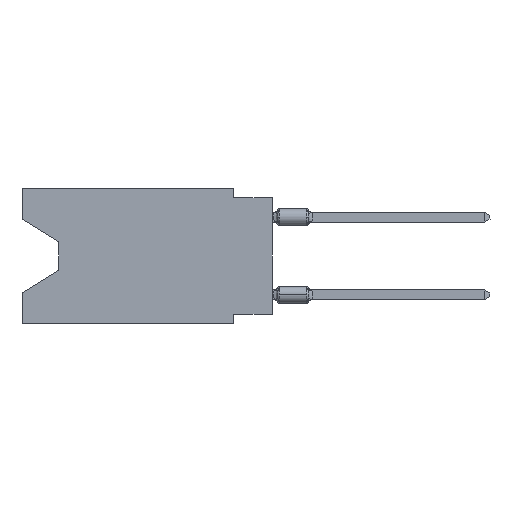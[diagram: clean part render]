
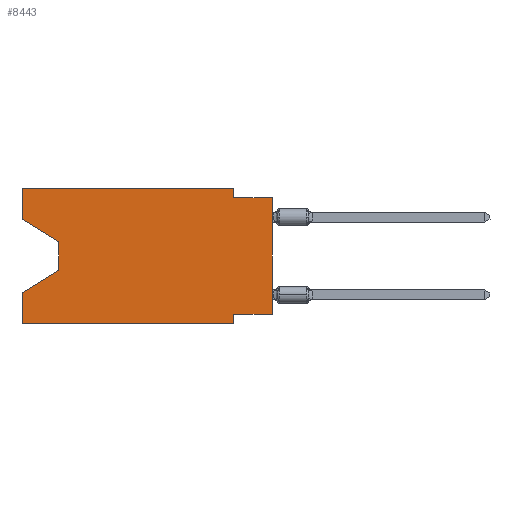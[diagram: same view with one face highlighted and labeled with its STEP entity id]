
A CAD part, left-side view. The second image highlights one B-rep face of the part: STEP entity #8443.
In plain terms, the highlighted planar face has unit normal (-1, 0, 0).
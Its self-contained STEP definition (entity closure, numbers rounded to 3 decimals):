
#1167 = FACE_OUTER_BOUND ( 'NONE', #15905, .T. ) ;
#1335 = LINE ( 'NONE', #18323, #4310 ) ;
#2348 = VERTEX_POINT ( 'NONE', #19312 ) ;
#2421 = DIRECTION ( 'NONE',  ( 0., 1., 0. ) ) ;
#2666 = CARTESIAN_POINT ( 'NONE',  ( 0., 0., -8.255 ) ) ;
#3249 = CARTESIAN_POINT ( 'NONE',  ( 0., 2.54, 0. ) ) ;
#3488 = DIRECTION ( 'NONE',  ( 0., -1., 0. ) ) ;
#3983 = VERTEX_POINT ( 'NONE', #4327 ) ;
#3991 = EDGE_CURVE ( 'NONE', #12148, #22701, #7787, .T. ) ;
#4310 = VECTOR ( 'NONE', #23751, 1000. ) ;
#4327 = CARTESIAN_POINT ( 'NONE',  ( 0., 0., -8.255 ) ) ;
#4368 = VERTEX_POINT ( 'NONE', #6132 ) ;
#4506 = ORIENTED_EDGE ( 'NONE', *, *, #19658, .F. ) ;
#4898 = VERTEX_POINT ( 'NONE', #6359 ) ;
#4989 = DIRECTION ( 'NONE',  ( 0., 0., -1. ) ) ;
#5087 = LINE ( 'NONE', #8787, #16333 ) ;
#5700 = DIRECTION ( 'NONE',  ( 0., -1., 0. ) ) ;
#6132 = CARTESIAN_POINT ( 'NONE',  ( 0., 13.97, -5.385 ) ) ;
#6205 = CARTESIAN_POINT ( 'NONE',  ( 0., 0., 0. ) ) ;
#6341 = ORIENTED_EDGE ( 'NONE', *, *, #10758, .F. ) ;
#6359 = CARTESIAN_POINT ( 'NONE',  ( 0., 13.97, -3.505 ) ) ;
#6391 = ORIENTED_EDGE ( 'NONE', *, *, #15403, .T. ) ;
#6597 = LINE ( 'NONE', #2666, #22984 ) ;
#6722 = PLANE ( 'NONE',  #20770 ) ;
#6909 = ORIENTED_EDGE ( 'NONE', *, *, #9895, .T. ) ;
#7086 = CARTESIAN_POINT ( 'NONE',  ( 0., 2.54, 0. ) ) ;
#7276 = ORIENTED_EDGE ( 'NONE', *, *, #14184, .F. ) ;
#7330 = VECTOR ( 'NONE', #22789, 1000. ) ;
#7424 = VERTEX_POINT ( 'NONE', #11612 ) ;
#7787 = LINE ( 'NONE', #20684, #7330 ) ;
#7957 = LINE ( 'NONE', #6205, #18920 ) ;
#8070 = DIRECTION ( 'NONE',  ( 0., 0., 1. ) ) ;
#8315 = LINE ( 'NONE', #19368, #16962 ) ;
#8443 = ADVANCED_FACE ( 'NONE', ( #1167 ), #6722, .F. ) ;
#8610 = CARTESIAN_POINT ( 'NONE',  ( 0., 2.54, -0.635 ) ) ;
#8688 = CARTESIAN_POINT ( 'NONE',  ( 0., 16.383, 0. ) ) ;
#8702 = VERTEX_POINT ( 'NONE', #10256 ) ;
#8787 = CARTESIAN_POINT ( 'NONE',  ( 0., 0., -0.635 ) ) ;
#9296 = EDGE_CURVE ( 'NONE', #12324, #7424, #1335, .T. ) ;
#9697 = VECTOR ( 'NONE', #19295, 1000. ) ;
#9703 = DIRECTION ( 'NONE',  ( 0., 0.855, -0.519 ) ) ;
#9867 = VECTOR ( 'NONE', #22200, 1000. ) ;
#9895 = EDGE_CURVE ( 'NONE', #8702, #22701, #11753, .T. ) ;
#9906 = ORIENTED_EDGE ( 'NONE', *, *, #23028, .T. ) ;
#10024 = DIRECTION ( 'NONE',  ( 0., 0., -1. ) ) ;
#10037 = DIRECTION ( 'NONE',  ( 0., 0., -1. ) ) ;
#10256 = CARTESIAN_POINT ( 'NONE',  ( 0., 16.383, -8.89 ) ) ;
#10317 = LINE ( 'NONE', #13997, #9697 ) ;
#10758 = EDGE_CURVE ( 'NONE', #3983, #12148, #6597, .T. ) ;
#10862 = VECTOR ( 'NONE', #4989, 1000. ) ;
#11024 = LINE ( 'NONE', #16774, #9867 ) ;
#11612 = CARTESIAN_POINT ( 'NONE',  ( 0., 16.383, 0. ) ) ;
#11753 = LINE ( 'NONE', #19241, #15513 ) ;
#11925 = LINE ( 'NONE', #13632, #12875 ) ;
#11935 = ORIENTED_EDGE ( 'NONE', *, *, #9296, .F. ) ;
#12011 = EDGE_CURVE ( 'NONE', #12469, #24044, #20361, .T. ) ;
#12148 = VERTEX_POINT ( 'NONE', #17026 ) ;
#12324 = VERTEX_POINT ( 'NONE', #23431 ) ;
#12408 = EDGE_CURVE ( 'NONE', #24044, #2348, #5087, .T. ) ;
#12469 = VERTEX_POINT ( 'NONE', #3249 ) ;
#12875 = VECTOR ( 'NONE', #9703, 1000. ) ;
#13264 = CARTESIAN_POINT ( 'NONE',  ( 0., 16.383, -2.038 ) ) ;
#13632 = CARTESIAN_POINT ( 'NONE',  ( 0., 13.97, -5.385 ) ) ;
#13997 = CARTESIAN_POINT ( 'NONE',  ( 0., 16.383, 0. ) ) ;
#14184 = EDGE_CURVE ( 'NONE', #7424, #12469, #10317, .T. ) ;
#15255 = EDGE_CURVE ( 'NONE', #12324, #4898, #20526, .T. ) ;
#15403 = EDGE_CURVE ( 'NONE', #4368, #17156, #11925, .T. ) ;
#15484 = CARTESIAN_POINT ( 'NONE',  ( 0., 2.54, -8.89 ) ) ;
#15513 = VECTOR ( 'NONE', #5700, 1000. ) ;
#15905 = EDGE_LOOP ( 'NONE', ( #19198, #19643, #6391, #4506, #6909, #18283, #6341, #9906, #18070, #17001, #7276, #11935 ) ) ;
#16333 = VECTOR ( 'NONE', #3488, 1000. ) ;
#16585 = DIRECTION ( 'NONE',  ( 0., -0.855, -0.519 ) ) ;
#16774 = CARTESIAN_POINT ( 'NONE',  ( 0., 16.383, 0. ) ) ;
#16962 = VECTOR ( 'NONE', #10024, 1000. ) ;
#17001 = ORIENTED_EDGE ( 'NONE', *, *, #12011, .F. ) ;
#17026 = CARTESIAN_POINT ( 'NONE',  ( 0., 2.54, -8.255 ) ) ;
#17156 = VERTEX_POINT ( 'NONE', #17902 ) ;
#17902 = CARTESIAN_POINT ( 'NONE',  ( 0., 16.383, -6.852 ) ) ;
#18070 = ORIENTED_EDGE ( 'NONE', *, *, #12408, .F. ) ;
#18283 = ORIENTED_EDGE ( 'NONE', *, *, #3991, .F. ) ;
#18323 = CARTESIAN_POINT ( 'NONE',  ( 0., 16.383, 0. ) ) ;
#18761 = VECTOR ( 'NONE', #16585, 1000. ) ;
#18920 = VECTOR ( 'NONE', #8070, 1000. ) ;
#19198 = ORIENTED_EDGE ( 'NONE', *, *, #15255, .T. ) ;
#19241 = CARTESIAN_POINT ( 'NONE',  ( 0., 16.383, -8.89 ) ) ;
#19295 = DIRECTION ( 'NONE',  ( 0., -1., 0. ) ) ;
#19312 = CARTESIAN_POINT ( 'NONE',  ( 0., 0., -0.635 ) ) ;
#19368 = CARTESIAN_POINT ( 'NONE',  ( 0., 13.97, -3.505 ) ) ;
#19643 = ORIENTED_EDGE ( 'NONE', *, *, #23120, .T. ) ;
#19658 = EDGE_CURVE ( 'NONE', #8702, #17156, #11024, .T. ) ;
#20361 = LINE ( 'NONE', #7086, #10862 ) ;
#20526 = LINE ( 'NONE', #13264, #18761 ) ;
#20684 = CARTESIAN_POINT ( 'NONE',  ( 0., 2.54, -8.89 ) ) ;
#20770 = AXIS2_PLACEMENT_3D ( 'NONE', #8688, #21467, #10037 ) ;
#21467 = DIRECTION ( 'NONE',  ( 1., 0., 0. ) ) ;
#22200 = DIRECTION ( 'NONE',  ( 0., 0., 1. ) ) ;
#22701 = VERTEX_POINT ( 'NONE', #15484 ) ;
#22789 = DIRECTION ( 'NONE',  ( 0., 0., -1. ) ) ;
#22984 = VECTOR ( 'NONE', #2421, 1000. ) ;
#23028 = EDGE_CURVE ( 'NONE', #3983, #2348, #7957, .T. ) ;
#23120 = EDGE_CURVE ( 'NONE', #4898, #4368, #8315, .T. ) ;
#23431 = CARTESIAN_POINT ( 'NONE',  ( 0., 16.383, -2.038 ) ) ;
#23751 = DIRECTION ( 'NONE',  ( 0., 0., 1. ) ) ;
#24044 = VERTEX_POINT ( 'NONE', #8610 ) ;
